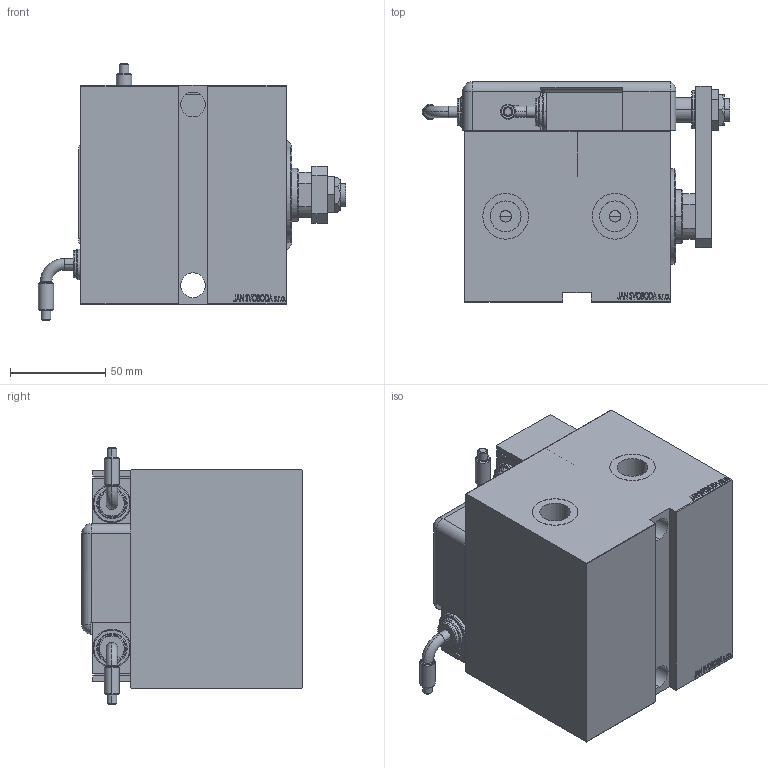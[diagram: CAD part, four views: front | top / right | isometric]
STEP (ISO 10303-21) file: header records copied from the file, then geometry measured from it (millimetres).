
FILE_DESCRIPTION (( 'STEP AP203' ), '1' );
FILE_NAME ('0496.STEP', '2022-05-19T07:42:54', ( '' ), ( '' ), 'SwSTEP 2.0', 'SolidWorks 2019', '' );
FILE_SCHEMA (( 'CONFIG_CONTROL_DESIGN' ));
Length unit declared in the file: millimetre
Products named in the file (13): SWITCH Q a036ae536c3447bbac63a936eba47262; SWITCH_Q_FRONT_BACK a036ae536c3447bbac63a936eba47262; NUT_D19 a036ae536c3447bbac63a936eba47262; V450CM_E_VCP a036ae536c3447bbac63a936eba47262; 0496; SWITCH DIM A_G a036ae536c3447bbac63a936eba47262; V450CM_E_Body a036ae536c3447bbac63a936eba47262; MAGNETIC SWITCH Q a036ae536c3447bbac63a936eba47262; NUT_D13 a036ae536c3447bbac63a936eba47262; V450CM_VC_B a036ae536c3447bbac63a936eba47262; ZARAZKA_Q a036ae536c3447bbac63a936eba47262; TYC a036ae536c3447bbac63a936eba47262; KRYT a036ae536c3447bbac63a936eba47262
Assembly tree (13 placements, depth 3):
  0496
    V450CM_E_Body a036ae536c3447bbac63a936eba47262
    V450CM_E_VCP a036ae536c3447bbac63a936eba47262
    V450CM_VC_B a036ae536c3447bbac63a936eba47262
    MAGNETIC SWITCH Q a036ae536c3447bbac63a936eba47262
      SWITCH_Q_FRONT_BACK a036ae536c3447bbac63a936eba47262
      TYC a036ae536c3447bbac63a936eba47262
      ZARAZKA_Q a036ae536c3447bbac63a936eba47262
      SWITCH DIM A_G a036ae536c3447bbac63a936eba47262
      NUT_D19 a036ae536c3447bbac63a936eba47262
      NUT_D13 a036ae536c3447bbac63a936eba47262
      KRYT a036ae536c3447bbac63a936eba47262
      SWITCH Q a036ae536c3447bbac63a936eba47262  x2
Bounding box: 161.46 x 115.8 x 135.01 mm (x, y, z)
Volume: 1117755.5 mm3; surface area: 185801.5 mm2
Topology: 13 solids, 13 shells, 1262 faces, 3205 edges, 2110 vertices
Faces by surface type: plane 620, bspline 475, cylinder 109, cone 34, torus 22, sphere 2
Entity records: 60365 total; most frequent: CARTESIAN_POINT 32743, ORIENTED_EDGE 6154, DIRECTION 3859, EDGE_CURVE 3077, VERTEX_POINT 2033, VECTOR 1843, LINE 1843, EDGE_LOOP 1372
